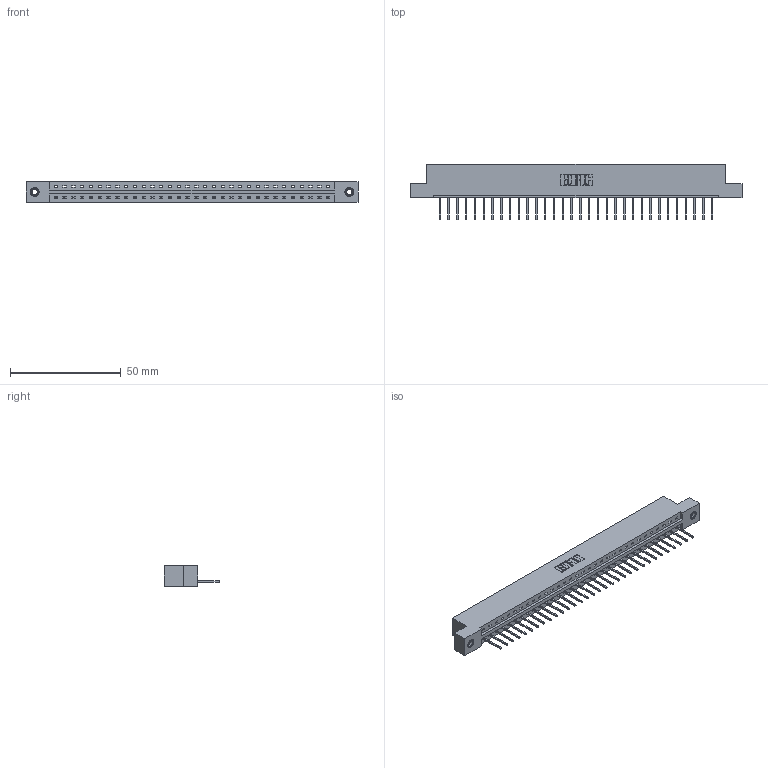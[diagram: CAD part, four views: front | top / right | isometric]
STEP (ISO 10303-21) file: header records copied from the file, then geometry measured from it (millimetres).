
FILE_DESCRIPTION (( 'STEP AP203' ), '1' );
FILE_NAME ('337-032-523-107.STEP', '2019-10-01T02:43:42', ( '' ), ( '' ), 'SwSTEP 2.0', 'SolidWorks 2016', '' );
FILE_SCHEMA (( 'CONFIG_CONTROL_DESIGN' ));
Length unit declared in the file: inch
Products named in the file (4): 337-032-523-107; 345-250-001_345-250-005-103; 345-292-001_345-293-123; 337 Part_Flush Mounting Lugs - 0.156 Dia-TI
Assembly tree (35 placements, depth 2):
  337-032-523-107
    337 Part_Flush Mounting Lugs - 0.156 Dia-TI
    345-292-001_345-293-123  x32
    345-250-001_345-250-005-103  x2
Bounding box: 149.81 x 25.15 x 9.4 mm (x, y, z)
Volume: 15419.1 mm3; surface area: 15947.1 mm2
Topology: 35 solids, 35 shells, 2158 faces, 6463 edges, 4258 vertices
Faces by surface type: plane 1574, cylinder 568, cone 12, torus 4
Entity records: 26284 total; most frequent: CARTESIAN_POINT 4557, ORIENTED_EDGE 4518, DIRECTION 3889, EDGE_CURVE 2259, VECTOR 2111, LINE 2111, VERTEX_POINT 1500, AXIS2_PLACEMENT_3D 889
